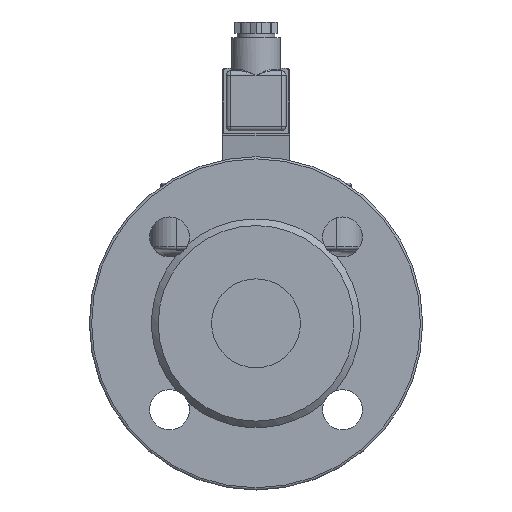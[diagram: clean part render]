
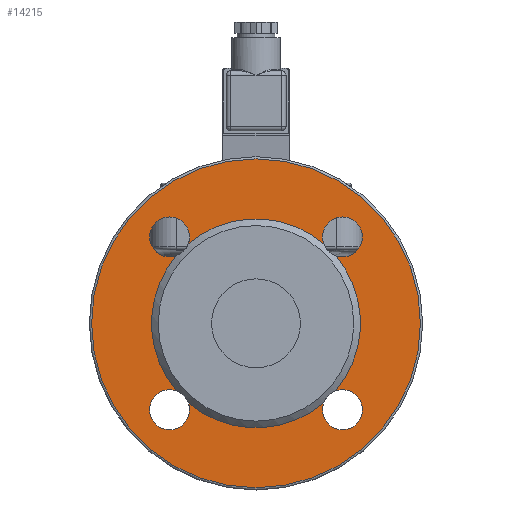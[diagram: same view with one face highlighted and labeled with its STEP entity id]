
A CAD part, front view. The second image highlights one B-rep face of the part: STEP entity #14215.
In plain terms, the highlighted planar face has unit normal (0, -1, 0).
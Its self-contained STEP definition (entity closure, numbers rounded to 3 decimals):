
#2983=PLANE('',#15124);
#3362=FACE_BOUND('',#4394,.T.);
#3496=FACE_OUTER_BOUND('',#4393,.T.);
#4393=EDGE_LOOP('',(#9625));
#4394=EDGE_LOOP('',(#9626,#9627,#9628,#9629,#9630,#9631,#9632,#9633));
#5424=CIRCLE('',#15125,74.);
#5425=CIRCLE('',#15126,9.);
#5426=CIRCLE('',#15127,47.);
#5427=CIRCLE('',#15128,9.);
#5428=CIRCLE('',#15129,47.);
#5429=CIRCLE('',#15130,9.);
#5430=CIRCLE('',#15131,47.);
#5431=CIRCLE('',#15132,9.);
#5432=CIRCLE('',#15133,47.);
#5983=VERTEX_POINT('',#19900);
#5984=VERTEX_POINT('',#19902);
#5985=VERTEX_POINT('',#19903);
#5986=VERTEX_POINT('',#19905);
#5987=VERTEX_POINT('',#19907);
#5988=VERTEX_POINT('',#19909);
#5989=VERTEX_POINT('',#19911);
#5990=VERTEX_POINT('',#19913);
#5991=VERTEX_POINT('',#19915);
#7411=EDGE_CURVE('',#5983,#5983,#5424,.T.);
#7412=EDGE_CURVE('',#5984,#5985,#5425,.T.);
#7413=EDGE_CURVE('',#5985,#5986,#5426,.T.);
#7414=EDGE_CURVE('',#5986,#5987,#5427,.T.);
#7415=EDGE_CURVE('',#5987,#5988,#5428,.T.);
#7416=EDGE_CURVE('',#5988,#5989,#5429,.T.);
#7417=EDGE_CURVE('',#5989,#5990,#5430,.T.);
#7418=EDGE_CURVE('',#5990,#5991,#5431,.T.);
#7419=EDGE_CURVE('',#5991,#5984,#5432,.T.);
#9625=ORIENTED_EDGE('',*,*,#7411,.F.);
#9626=ORIENTED_EDGE('',*,*,#7412,.T.);
#9627=ORIENTED_EDGE('',*,*,#7413,.T.);
#9628=ORIENTED_EDGE('',*,*,#7414,.T.);
#9629=ORIENTED_EDGE('',*,*,#7415,.T.);
#9630=ORIENTED_EDGE('',*,*,#7416,.T.);
#9631=ORIENTED_EDGE('',*,*,#7417,.T.);
#9632=ORIENTED_EDGE('',*,*,#7418,.T.);
#9633=ORIENTED_EDGE('',*,*,#7419,.T.);
#14215=ADVANCED_FACE('',(#3496,#3362),#2983,.T.);
#15124=AXIS2_PLACEMENT_3D('',#19899,#16406,#16407);
#15125=AXIS2_PLACEMENT_3D('',#19901,#16408,#16409);
#15126=AXIS2_PLACEMENT_3D('',#19904,#16410,#16411);
#15127=AXIS2_PLACEMENT_3D('',#19906,#16412,#16413);
#15128=AXIS2_PLACEMENT_3D('',#19908,#16414,#16415);
#15129=AXIS2_PLACEMENT_3D('',#19910,#16416,#16417);
#15130=AXIS2_PLACEMENT_3D('',#19912,#16418,#16419);
#15131=AXIS2_PLACEMENT_3D('',#19914,#16420,#16421);
#15132=AXIS2_PLACEMENT_3D('',#19916,#16422,#16423);
#15133=AXIS2_PLACEMENT_3D('',#19917,#16424,#16425);
#16406=DIRECTION('center_axis',(0.,-1.,0.));
#16407=DIRECTION('ref_axis',(0.,0.,-1.));
#16408=DIRECTION('center_axis',(0.,1.,0.));
#16409=DIRECTION('ref_axis',(0.,0.,1.));
#16410=DIRECTION('center_axis',(0.,1.,0.));
#16411=DIRECTION('ref_axis',(-1.,0.,0.));
#16412=DIRECTION('center_axis',(0.,1.,0.));
#16413=DIRECTION('ref_axis',(0.,0.,1.));
#16414=DIRECTION('center_axis',(0.,1.,0.));
#16415=DIRECTION('ref_axis',(-1.,0.,0.));
#16416=DIRECTION('center_axis',(0.,1.,0.));
#16417=DIRECTION('ref_axis',(0.,0.,1.));
#16418=DIRECTION('center_axis',(0.,1.,0.));
#16419=DIRECTION('ref_axis',(-1.,0.,0.));
#16420=DIRECTION('center_axis',(0.,1.,0.));
#16421=DIRECTION('ref_axis',(0.,0.,1.));
#16422=DIRECTION('center_axis',(0.,1.,0.));
#16423=DIRECTION('ref_axis',(-1.,0.,0.));
#16424=DIRECTION('center_axis',(0.,1.,0.));
#16425=DIRECTION('ref_axis',(0.,0.,1.));
#19899=CARTESIAN_POINT('Origin',(0.,-97.,60.5));
#19900=CARTESIAN_POINT('',(0.,-97.,74.));
#19901=CARTESIAN_POINT('Origin',(0.,-97.,0.));
#19902=CARTESIAN_POINT('',(35.818,-97.,-30.432));
#19903=CARTESIAN_POINT('',(30.432,-97.,-35.818));
#19904=CARTESIAN_POINT('Origin',(38.891,-97.,-38.891));
#19905=CARTESIAN_POINT('',(-30.432,-97.,-35.818));
#19906=CARTESIAN_POINT('Origin',(0.,-97.,0.));
#19907=CARTESIAN_POINT('',(-35.818,-97.,-30.432));
#19908=CARTESIAN_POINT('Origin',(-38.891,-97.,-38.891));
#19909=CARTESIAN_POINT('',(-35.818,-97.,30.432));
#19910=CARTESIAN_POINT('Origin',(0.,-97.,0.));
#19911=CARTESIAN_POINT('',(-30.432,-97.,35.818));
#19912=CARTESIAN_POINT('Origin',(-38.891,-97.,38.891));
#19913=CARTESIAN_POINT('',(30.432,-97.,35.818));
#19914=CARTESIAN_POINT('Origin',(0.,-97.,0.));
#19915=CARTESIAN_POINT('',(35.818,-97.,30.432));
#19916=CARTESIAN_POINT('Origin',(38.891,-97.,38.891));
#19917=CARTESIAN_POINT('Origin',(0.,-97.,0.));
